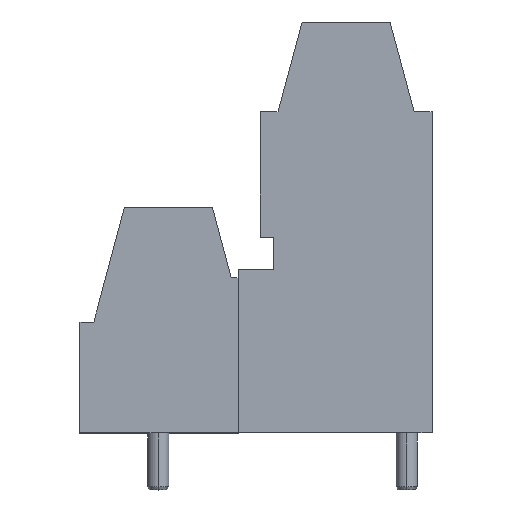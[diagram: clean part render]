
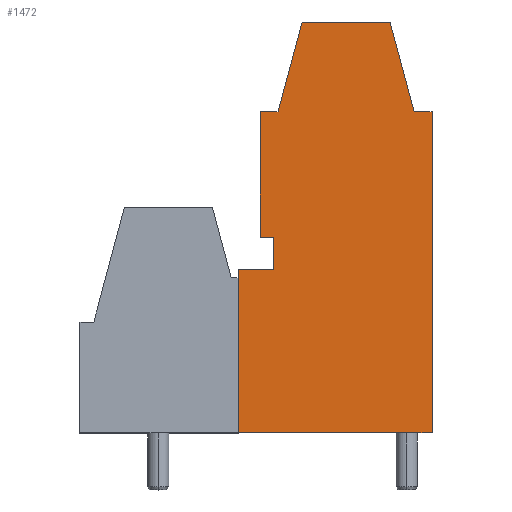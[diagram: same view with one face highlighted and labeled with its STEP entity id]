
A CAD part, top view. The second image highlights one B-rep face of the part: STEP entity #1472.
In plain terms, the highlighted planar face has unit normal (0, 0, 1).
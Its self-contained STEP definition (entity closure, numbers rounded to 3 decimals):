
#75 = DIRECTION ( 'NONE',  ( 0., 0., 1. ) ) ;
#87 = PLANE ( 'NONE',  #786 ) ;
#119 = ORIENTED_EDGE ( 'NONE', *, *, #2241, .T. ) ;
#179 = DIRECTION ( 'NONE',  ( 1., 0., 0. ) ) ;
#202 = VERTEX_POINT ( 'NONE', #1316 ) ;
#229 = DIRECTION ( 'NONE',  ( -0.259, 0.966, 0. ) ) ;
#233 = CARTESIAN_POINT ( 'NONE',  ( 9.7, 10., 2.25 ) ) ;
#253 = EDGE_CURVE ( 'NONE', #2150, #1276, #1385, .T. ) ;
#329 = VERTEX_POINT ( 'NONE', #811 ) ;
#363 = LINE ( 'NONE', #572, #479 ) ;
#365 = LINE ( 'NONE', #2039, #1148 ) ;
#479 = VECTOR ( 'NONE', #1154, 1000. ) ;
#490 = CARTESIAN_POINT ( 'NONE',  ( 13.626, 25.2, 2.25 ) ) ;
#516 = VERTEX_POINT ( 'NONE', #1426 ) ;
#526 = EDGE_CURVE ( 'NONE', #775, #808, #2400, .T. ) ;
#534 = EDGE_CURVE ( 'NONE', #329, #694, #1090, .T. ) ;
#540 = DIRECTION ( 'NONE',  ( 0., 1., 0. ) ) ;
#572 = CARTESIAN_POINT ( 'NONE',  ( 12.153, 19.7, 2.25 ) ) ;
#585 = LINE ( 'NONE', #1337, #1738 ) ;
#603 = EDGE_CURVE ( 'NONE', #694, #775, #363, .T. ) ;
#609 = LINE ( 'NONE', #620, #2407 ) ;
#620 = CARTESIAN_POINT ( 'NONE',  ( 11.9, 12., 2.25 ) ) ;
#671 = FACE_OUTER_BOUND ( 'NONE', #1459, .T. ) ;
#694 = VERTEX_POINT ( 'NONE', #1008 ) ;
#703 = CARTESIAN_POINT ( 'NONE',  ( 11.9, 10., 2.25 ) ) ;
#707 = VECTOR ( 'NONE', #1716, 1000. ) ;
#746 = CARTESIAN_POINT ( 'NONE',  ( 20.5, 19.7, 2.25 ) ) ;
#752 = LINE ( 'NONE', #1510, #1258 ) ;
#762 = CARTESIAN_POINT ( 'NONE',  ( 11.053, 12., 2.25 ) ) ;
#775 = VERTEX_POINT ( 'NONE', #1852 ) ;
#786 = AXIS2_PLACEMENT_3D ( 'NONE', #1229, #75, #1992 ) ;
#801 = DIRECTION ( 'NONE',  ( -1., 0., 0. ) ) ;
#808 = VERTEX_POINT ( 'NONE', #896 ) ;
#811 = CARTESIAN_POINT ( 'NONE',  ( 13.626, 25.2, 2.25 ) ) ;
#843 = VERTEX_POINT ( 'NONE', #746 ) ;
#851 = VECTOR ( 'NONE', #2208, 1000. ) ;
#858 = ORIENTED_EDGE ( 'NONE', *, *, #1839, .T. ) ;
#863 = ORIENTED_EDGE ( 'NONE', *, *, #1742, .T. ) ;
#896 = CARTESIAN_POINT ( 'NONE',  ( 11.053, 12., 2.25 ) ) ;
#938 = ORIENTED_EDGE ( 'NONE', *, *, #1854, .T. ) ;
#954 = LINE ( 'NONE', #233, #707 ) ;
#964 = DIRECTION ( 'NONE',  ( 0., -1., 0. ) ) ;
#979 = EDGE_CURVE ( 'NONE', #808, #1946, #2450, .T. ) ;
#1008 = CARTESIAN_POINT ( 'NONE',  ( 12.153, 19.7, 2.25 ) ) ;
#1026 = EDGE_CURVE ( 'NONE', #516, #329, #2000, .T. ) ;
#1090 = LINE ( 'NONE', #490, #1367 ) ;
#1116 = ORIENTED_EDGE ( 'NONE', *, *, #253, .T. ) ;
#1128 = ORIENTED_EDGE ( 'NONE', *, *, #1026, .T. ) ;
#1148 = VECTOR ( 'NONE', #540, 1000. ) ;
#1154 = DIRECTION ( 'NONE',  ( -1., 0., 0. ) ) ;
#1213 = CARTESIAN_POINT ( 'NONE',  ( 19.026, 25.2, 2.25 ) ) ;
#1229 = CARTESIAN_POINT ( 'NONE',  ( 0., 0., 2.25 ) ) ;
#1246 = ORIENTED_EDGE ( 'NONE', *, *, #526, .T. ) ;
#1258 = VECTOR ( 'NONE', #179, 1000. ) ;
#1276 = VERTEX_POINT ( 'NONE', #1934 ) ;
#1293 = ORIENTED_EDGE ( 'NONE', *, *, #2057, .T. ) ;
#1316 = CARTESIAN_POINT ( 'NONE',  ( 21.6, 0., 2.25 ) ) ;
#1337 = CARTESIAN_POINT ( 'NONE',  ( 20.5, 19.7, 2.25 ) ) ;
#1354 = VERTEX_POINT ( 'NONE', #1594 ) ;
#1359 = VECTOR ( 'NONE', #1393, 1000. ) ;
#1367 = VECTOR ( 'NONE', #1994, 1000. ) ;
#1385 = LINE ( 'NONE', #2339, #1404 ) ;
#1393 = DIRECTION ( 'NONE',  ( -1., 0., 0. ) ) ;
#1404 = VECTOR ( 'NONE', #801, 1000. ) ;
#1426 = CARTESIAN_POINT ( 'NONE',  ( 19.026, 25.2, 2.25 ) ) ;
#1459 = EDGE_LOOP ( 'NONE', ( #1116, #938, #863, #1797, #1293, #119, #1128, #1565, #1997, #1246, #1474, #858 ) ) ;
#1465 = CARTESIAN_POINT ( 'NONE',  ( 11.053, 19.7, 2.25 ) ) ;
#1472 = ADVANCED_FACE ( 'NONE', ( #671 ), #87, .T. ) ;
#1474 = ORIENTED_EDGE ( 'NONE', *, *, #979, .T. ) ;
#1510 = CARTESIAN_POINT ( 'NONE',  ( 9.7, 0., 2.25 ) ) ;
#1552 = CARTESIAN_POINT ( 'NONE',  ( 21.6, 19.7, 2.25 ) ) ;
#1565 = ORIENTED_EDGE ( 'NONE', *, *, #534, .T. ) ;
#1587 = CARTESIAN_POINT ( 'NONE',  ( 11.9, 12., 2.25 ) ) ;
#1594 = CARTESIAN_POINT ( 'NONE',  ( 9.7, 0., 2.25 ) ) ;
#1624 = EDGE_CURVE ( 'NONE', #202, #1843, #365, .T. ) ;
#1702 = LINE ( 'NONE', #2445, #2406 ) ;
#1716 = DIRECTION ( 'NONE',  ( 0., -1., 0. ) ) ;
#1738 = VECTOR ( 'NONE', #229, 1000. ) ;
#1742 = EDGE_CURVE ( 'NONE', #1354, #202, #752, .T. ) ;
#1797 = ORIENTED_EDGE ( 'NONE', *, *, #1624, .T. ) ;
#1834 = VECTOR ( 'NONE', #2467, 1000. ) ;
#1839 = EDGE_CURVE ( 'NONE', #1946, #2150, #609, .T. ) ;
#1843 = VERTEX_POINT ( 'NONE', #1552 ) ;
#1852 = CARTESIAN_POINT ( 'NONE',  ( 11.053, 19.7, 2.25 ) ) ;
#1854 = EDGE_CURVE ( 'NONE', #1276, #1354, #954, .T. ) ;
#1934 = CARTESIAN_POINT ( 'NONE',  ( 9.7, 10., 2.25 ) ) ;
#1946 = VERTEX_POINT ( 'NONE', #1587 ) ;
#1992 = DIRECTION ( 'NONE',  ( 1., 0., 0. ) ) ;
#1994 = DIRECTION ( 'NONE',  ( -0.259, -0.966, 0. ) ) ;
#1997 = ORIENTED_EDGE ( 'NONE', *, *, #603, .T. ) ;
#2000 = LINE ( 'NONE', #1213, #1359 ) ;
#2039 = CARTESIAN_POINT ( 'NONE',  ( 21.6, 0., 2.25 ) ) ;
#2049 = DIRECTION ( 'NONE',  ( -1., 0., 0. ) ) ;
#2057 = EDGE_CURVE ( 'NONE', #1843, #843, #1702, .T. ) ;
#2150 = VERTEX_POINT ( 'NONE', #703 ) ;
#2208 = DIRECTION ( 'NONE',  ( 0., -1., 0. ) ) ;
#2241 = EDGE_CURVE ( 'NONE', #843, #516, #585, .T. ) ;
#2339 = CARTESIAN_POINT ( 'NONE',  ( 11.9, 10., 2.25 ) ) ;
#2400 = LINE ( 'NONE', #1465, #851 ) ;
#2406 = VECTOR ( 'NONE', #2049, 1000. ) ;
#2407 = VECTOR ( 'NONE', #964, 1000. ) ;
#2445 = CARTESIAN_POINT ( 'NONE',  ( 21.6, 19.7, 2.25 ) ) ;
#2450 = LINE ( 'NONE', #762, #1834 ) ;
#2467 = DIRECTION ( 'NONE',  ( 1., 0., 0. ) ) ;
